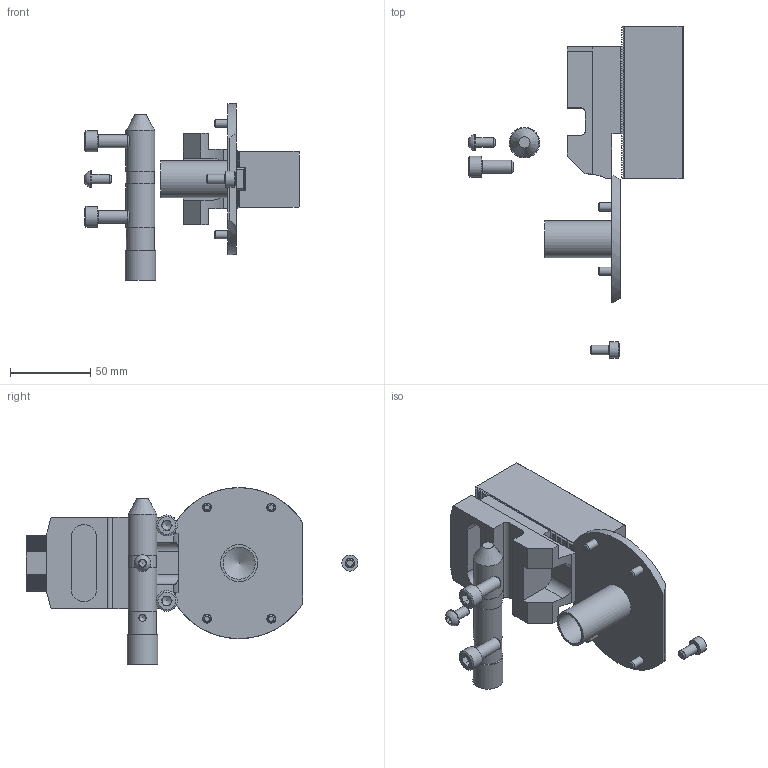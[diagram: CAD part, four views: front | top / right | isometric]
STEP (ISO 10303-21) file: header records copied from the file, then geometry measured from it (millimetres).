
FILE_DESCRIPTION(/* description */ ('Unknown'),/* implementation_level */ '2;1');
FILE_NAME(/* name */ 'MLV08-Solid',/* time_stamp */ '2019-08-15T16:14:28+01:00',/* author */ ('Unknown'),/* organization */ ('Unknown'),/* preprocessor_version */ 'ST-DEVELOPER v16.7',/* originating_system */ 'DEX',/* authorisation */ $);
FILE_SCHEMA (('AUTOMOTIVE_DESIGN {1 0 10303 214 3 1 1}'));
Length unit declared in the file: millimetre
Products named in the file (1): 61P245482_MLV08_ASSY
Bounding box: 133.2 x 206.57 x 110 mm (x, y, z)
Volume: 258876.2 mm3; surface area: 86951.6 mm2
Topology: 15 solids, 15 shells, 964 faces, 2608 edges, 1699 vertices
Faces by surface type: plane 857, cylinder 64, cone 38, torus 5
Full cylindrical faces by diameter (mm): 4.4 x1, 5 x5, 5.5 x4, 6 x4, 8 x4, 9.5 x4, 10 x5, 10.5 x1, 12 x6, 13 x4, 15 x1, 16 x1, 17.5 x2, 18 x4, 19 x3, 20 x1, 23 x1
Entity records: 29202 total; most frequent: CARTESIAN_POINT 5197, ORIENTED_EDGE 4968, DIRECTION 4635, EDGE_CURVE 2484, LINE 2253, VECTOR 2253, VERTEX_POINT 1679, AXIS2_PLACEMENT_3D 1191
